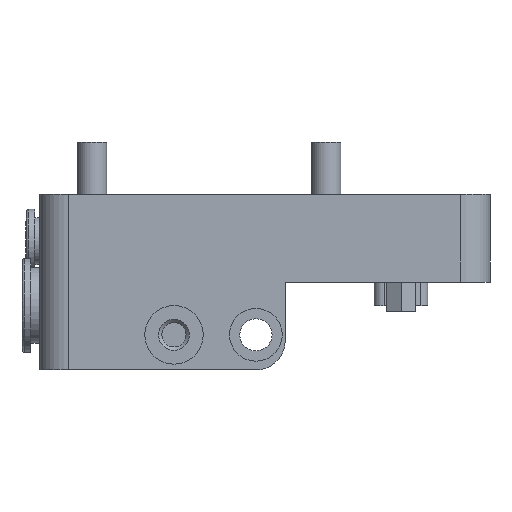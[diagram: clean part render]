
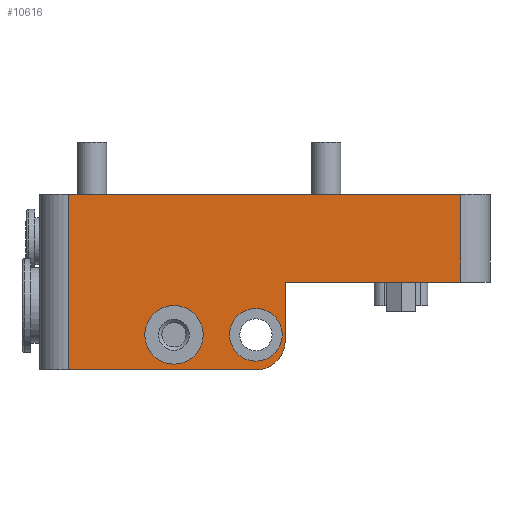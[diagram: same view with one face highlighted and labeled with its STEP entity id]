
A CAD part, left-side view. The second image highlights one B-rep face of the part: STEP entity #10616.
In plain terms, the highlighted planar face has unit normal (-1, 0, 0).
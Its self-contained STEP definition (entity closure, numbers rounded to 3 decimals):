
#9592=CARTESIAN_POINT('',(0.,40.,-19.5));
#9593=VERTEX_POINT('',#9592);
#9594=CARTESIAN_POINT('',(0.,40.,-24.));
#9595=DIRECTION('',(1.0,0.0,0.0));
#9596=DIRECTION('',(0.0,0.0,-1.0));
#9597=AXIS2_PLACEMENT_3D('',#9594,#9595,#9596);
#9598=CIRCLE('',#9597,4.5);
#9599=EDGE_CURVE('',#9593,#9593,#9598,.T.);
#9640=CARTESIAN_POINT('',(0.,54.,-19.));
#9641=VERTEX_POINT('',#9640);
#9642=CARTESIAN_POINT('',(0.,54.,-24.));
#9643=DIRECTION('',(1.0,0.0,0.0));
#9644=DIRECTION('',(0.0,0.0,-1.0));
#9645=AXIS2_PLACEMENT_3D('',#9642,#9643,#9644);
#9646=CIRCLE('',#9645,5.0);
#9647=EDGE_CURVE('',#9641,#9641,#9646,.T.);
#10262=CARTESIAN_POINT('',(0.,40.,-30.0));
#10263=VERTEX_POINT('',#10262);
#10270=CARTESIAN_POINT('',(0.,72.0,-30.0));
#10271=VERTEX_POINT('',#10270);
#10272=CARTESIAN_POINT('',(0.,72.0,-30.0));
#10273=DIRECTION('',(0.0,-1.0,0.0));
#10274=VECTOR('',#10273,32.);
#10275=LINE('',#10272,#10274);
#10276=EDGE_CURVE('',#10271,#10263,#10275,.T.);
#10334=CARTESIAN_POINT('',(0.,35.0,-25.0));
#10335=VERTEX_POINT('',#10334);
#10342=CARTESIAN_POINT('',(0.,40.,-25.0));
#10343=DIRECTION('',(1.,0.0,0.0));
#10344=DIRECTION('',(0.0,-0.707,-0.707));
#10345=AXIS2_PLACEMENT_3D('',#10342,#10343,#10344);
#10346=CIRCLE('',#10345,5.);
#10347=EDGE_CURVE('',#10335,#10263,#10346,.T.);
#10457=CARTESIAN_POINT('',(0.,35.,-15.));
#10458=VERTEX_POINT('',#10457);
#10465=CARTESIAN_POINT('',(0.,35.0,-25.0));
#10466=DIRECTION('',(0.0,0.0,1.0));
#10467=VECTOR('',#10466,10.);
#10468=LINE('',#10465,#10467);
#10469=EDGE_CURVE('',#10335,#10458,#10468,.T.);
#10508=CARTESIAN_POINT('',(0.,5.,-15.0));
#10509=VERTEX_POINT('',#10508);
#10517=CARTESIAN_POINT('',(0.,35.,-15.));
#10518=DIRECTION('',(0.0,-1.0,0.0));
#10519=VECTOR('',#10518,30.);
#10520=LINE('',#10517,#10519);
#10521=EDGE_CURVE('',#10458,#10509,#10520,.T.);
#10577=CARTESIAN_POINT('',(0.,72.0,0.0));
#10578=DIRECTION('',(-1.0,0.0,0.0));
#10579=DIRECTION('',(0.0,0.0,1.0));
#10580=AXIS2_PLACEMENT_3D('',#10577,#10578,#10579);
#10581=PLANE('',#10580);
#10582=ORIENTED_EDGE('',*,*,#10347,.F.);
#10583=ORIENTED_EDGE('',*,*,#10469,.T.);
#10584=ORIENTED_EDGE('',*,*,#10521,.T.);
#10585=CARTESIAN_POINT('',(0.,5.,0.0));
#10586=VERTEX_POINT('',#10585);
#10587=CARTESIAN_POINT('',(0.,5.,0.0));
#10588=DIRECTION('',(0.0,0.0,-1.0));
#10589=VECTOR('',#10588,15.0);
#10590=LINE('',#10587,#10589);
#10591=EDGE_CURVE('',#10586,#10509,#10590,.T.);
#10592=ORIENTED_EDGE('',*,*,#10591,.F.);
#10593=CARTESIAN_POINT('',(0.,72.0,0.0));
#10594=VERTEX_POINT('',#10593);
#10595=CARTESIAN_POINT('',(0.,5.,0.0));
#10596=DIRECTION('',(0.0,1.0,0.0));
#10597=VECTOR('',#10596,67.);
#10598=LINE('',#10595,#10597);
#10599=EDGE_CURVE('',#10586,#10594,#10598,.T.);
#10600=ORIENTED_EDGE('',*,*,#10599,.T.);
#10601=CARTESIAN_POINT('',(0.,72.0,0.0));
#10602=DIRECTION('',(0.0,0.0,-1.0));
#10603=VECTOR('',#10602,30.0);
#10604=LINE('',#10601,#10603);
#10605=EDGE_CURVE('',#10594,#10271,#10604,.T.);
#10606=ORIENTED_EDGE('',*,*,#10605,.T.);
#10607=ORIENTED_EDGE('',*,*,#10276,.T.);
#10608=EDGE_LOOP('',(#10582,#10583,#10584,#10592,#10600,#10606,#10607));
#10609=FACE_OUTER_BOUND('',#10608,.T.);
#10610=ORIENTED_EDGE('',*,*,#9599,.T.);
#10611=EDGE_LOOP('',(#10610));
#10612=FACE_BOUND('',#10611,.T.);
#10613=ORIENTED_EDGE('',*,*,#9647,.T.);
#10614=EDGE_LOOP('',(#10613));
#10615=FACE_BOUND('',#10614,.T.);
#10616=ADVANCED_FACE('',(#10609,#10612,#10615),#10581,.T.);
